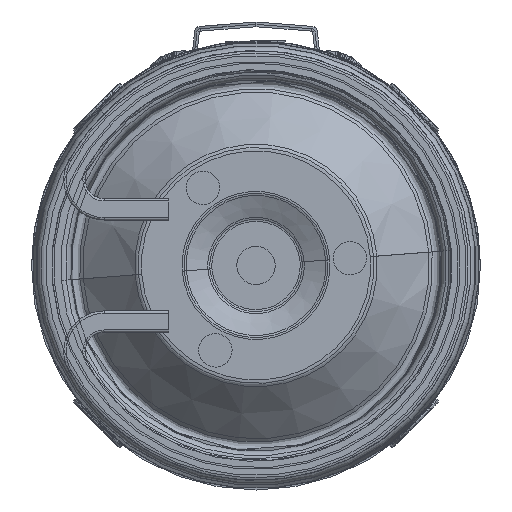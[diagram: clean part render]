
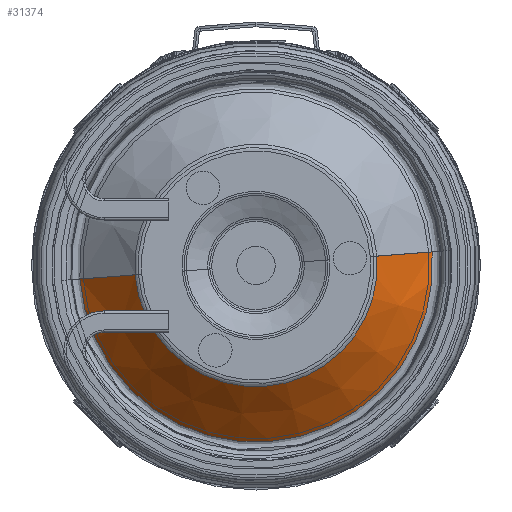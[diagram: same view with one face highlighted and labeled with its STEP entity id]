
A CAD part, front view. The second image highlights one B-rep face of the part: STEP entity #31374.
In plain terms, the highlighted conical face has half-angle 46.546 degrees and reference radius 25.375 mm.
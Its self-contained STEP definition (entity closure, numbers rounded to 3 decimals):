
#171 = DIRECTION ( 'NONE',  ( 0., 1., 0. ) ) ;
#640 = LINE ( 'NONE', #16437, #13483 ) ;
#1966 = CIRCLE ( 'NONE', #29468, 25.376 ) ;
#2919 = CARTESIAN_POINT ( 'NONE',  ( 0., 11.526, 0. ) ) ;
#3965 = CARTESIAN_POINT ( 'NONE',  ( 0., 0.548, 0. ) ) ;
#4320 = VERTEX_POINT ( 'NONE', #13569 ) ;
#7247 = CARTESIAN_POINT ( 'NONE',  ( 0., 0.548, 25.376 ) ) ;
#8499 = ORIENTED_EDGE ( 'NONE', *, *, #10949, .T. ) ;
#10140 = VERTEX_POINT ( 'NONE', #7247 ) ;
#10354 = LINE ( 'NONE', #34459, #13751 ) ;
#10588 = CARTESIAN_POINT ( 'NONE',  ( 0., 11.526, 36.962 ) ) ;
#10949 = EDGE_CURVE ( 'NONE', #4320, #10140, #1966, .T. ) ;
#12697 = FACE_OUTER_BOUND ( 'NONE', #17454, .T. ) ;
#13414 = DIRECTION ( 'NONE',  ( 0., 0.688, 0.726 ) ) ;
#13483 = VECTOR ( 'NONE', #13414, 1000. ) ;
#13569 = CARTESIAN_POINT ( 'NONE',  ( 0., 0.548, -25.376 ) ) ;
#13751 = VECTOR ( 'NONE', #37846, 1000. ) ;
#15873 = EDGE_CURVE ( 'NONE', #4320, #25079, #10354, .T. ) ;
#16437 = CARTESIAN_POINT ( 'NONE',  ( 0., 0.548, 25.376 ) ) ;
#17267 = ORIENTED_EDGE ( 'NONE', *, *, #31842, .T. ) ;
#17454 = EDGE_LOOP ( 'NONE', ( #31233, #8499, #17267, #34845 ) ) ;
#18495 = DIRECTION ( 'NONE',  ( 0., 1., 0. ) ) ;
#19680 = AXIS2_PLACEMENT_3D ( 'NONE', #24757, #18495, #36786 ) ;
#21530 = DIRECTION ( 'NONE',  ( 0., 1., 0. ) ) ;
#23552 = CONICAL_SURFACE ( 'NONE', #19680, 25.376, 0.812 ) ;
#23863 = AXIS2_PLACEMENT_3D ( 'NONE', #2919, #21530, #27561 ) ;
#24757 = CARTESIAN_POINT ( 'NONE',  ( 0., 0.548, 0. ) ) ;
#25079 = VERTEX_POINT ( 'NONE', #34071 ) ;
#25778 = EDGE_CURVE ( 'NONE', #25079, #29294, #33496, .T. ) ;
#27444 = DIRECTION ( 'NONE',  ( 0., 0., 1. ) ) ;
#27561 = DIRECTION ( 'NONE',  ( 0., 0., 1. ) ) ;
#29294 = VERTEX_POINT ( 'NONE', #10588 ) ;
#29468 = AXIS2_PLACEMENT_3D ( 'NONE', #3965, #171, #27444 ) ;
#31233 = ORIENTED_EDGE ( 'NONE', *, *, #15873, .F. ) ;
#31374 = ADVANCED_FACE ( 'NONE', ( #12697 ), #23552, .T. ) ;
#31842 = EDGE_CURVE ( 'NONE', #10140, #29294, #640, .T. ) ;
#33496 = CIRCLE ( 'NONE', #23863, 36.962 ) ;
#34071 = CARTESIAN_POINT ( 'NONE',  ( 0., 11.526, -36.962 ) ) ;
#34459 = CARTESIAN_POINT ( 'NONE',  ( 0., 0.548, -25.376 ) ) ;
#34845 = ORIENTED_EDGE ( 'NONE', *, *, #25778, .F. ) ;
#36786 = DIRECTION ( 'NONE',  ( 0., 0., 1. ) ) ;
#37846 = DIRECTION ( 'NONE',  ( 0., 0.688, -0.726 ) ) ;
